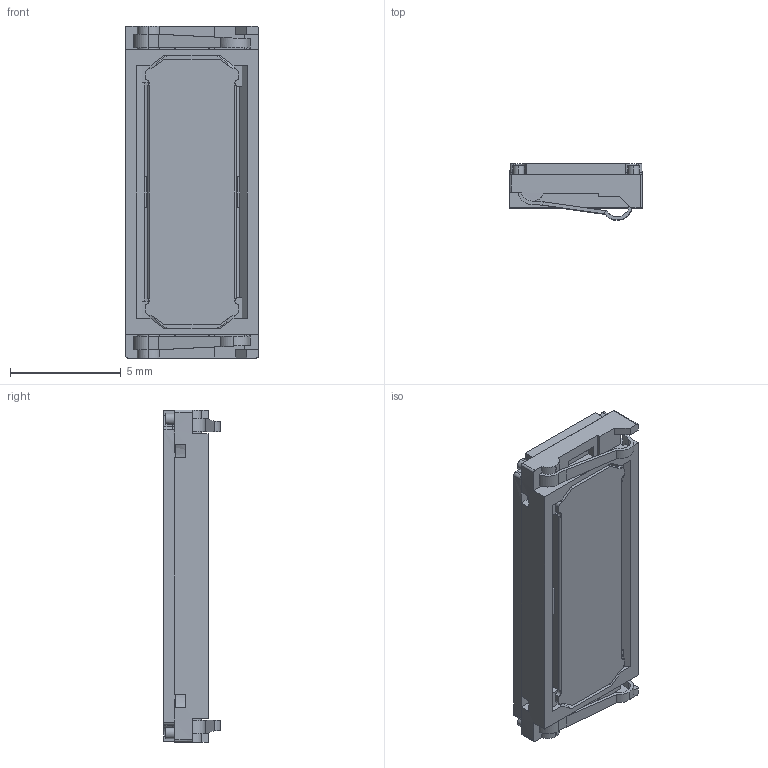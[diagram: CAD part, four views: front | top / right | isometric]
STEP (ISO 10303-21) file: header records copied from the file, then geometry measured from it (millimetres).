
FILE_DESCRIPTION (( 'STEP AP214' ), '1' );
FILE_NAME ('CUI_DEVICES_CMR-15062S-67.step', '2019-10-20T22:19:46', ( '' ), ( '' ), 'SwSTEP 2.0', 'SolidWorks 2019', '' );
FILE_SCHEMA (( 'AUTOMOTIVE_DESIGN' ));
Length unit declared in the file: inch
Products named in the file (1): CUI_DEVICES_CMR-15062S-67
Bounding box: 6 x 2.55 x 15 mm (x, y, z)
Volume: 75.2 mm3; surface area: 585 mm2
Topology: 1 solids, 1 shells, 292 faces, 860 edges, 565 vertices
Faces by surface type: plane 188, cylinder 84, bspline 8, torus 8, cone 4
Entity records: 12394 total; most frequent: CARTESIAN_POINT 3429, ORIENTED_EDGE 1720, DIRECTION 1366, EDGE_CURVE 860, VECTOR 616, LINE 616, VERTEX_POINT 565, AXIS2_PLACEMENT_3D 375
